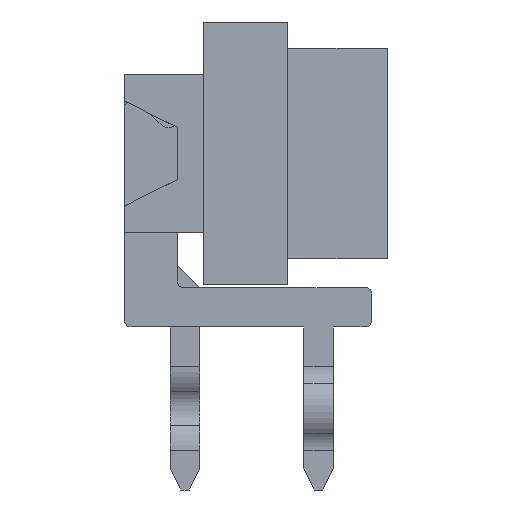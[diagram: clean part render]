
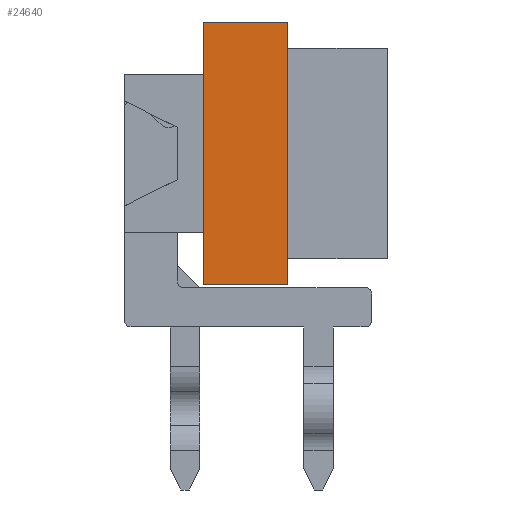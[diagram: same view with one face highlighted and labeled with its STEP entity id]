
A CAD part, front view. The second image highlights one B-rep face of the part: STEP entity #24640.
In plain terms, the highlighted face is planar.
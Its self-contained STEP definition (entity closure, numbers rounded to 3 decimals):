
#7366=ORIENTED_EDGE('',*,*,#11683,.T.);
#7367=ORIENTED_EDGE('',*,*,#11682,.F.);
#7368=ORIENTED_EDGE('',*,*,#11684,.F.);
#7369=ORIENTED_EDGE('',*,*,#11685,.T.);
#11682=EDGE_CURVE('',#14216,#14213,#16944,.T.);
#11683=EDGE_CURVE('',#14217,#14213,#16945,.T.);
#11684=EDGE_CURVE('',#14218,#14216,#16946,.T.);
#11685=EDGE_CURVE('',#14218,#14217,#16947,.T.);
#14213=VERTEX_POINT('',#40549);
#14216=VERTEX_POINT('',#40554);
#14217=VERTEX_POINT('',#40558);
#14218=VERTEX_POINT('',#40560);
#16944=LINE('',#40555,#19844);
#16945=LINE('',#40557,#19845);
#16946=LINE('',#40559,#19846);
#16947=LINE('',#40561,#19847);
#19844=VECTOR('',#33209,1000.);
#19845=VECTOR('',#33212,1000.);
#19846=VECTOR('',#33213,1000.);
#19847=VECTOR('',#33214,1000.);
#21186=EDGE_LOOP('',(#7366,#7367,#7368,#7369));
#22482=FACE_BOUND('',#21186,.T.);
#23386=PLANE('',#26736);
#24640=ADVANCED_FACE('',(#22482),#23386,.F.);
#26736=AXIS2_PLACEMENT_3D('',#40556,#33210,#33211);
#33209=DIRECTION('',(0.,0.,-1.));
#33210=DIRECTION('',(-1.,0.,0.));
#33211=DIRECTION('',(0.,0.,1.));
#33212=DIRECTION('',(0.,1.,0.));
#33213=DIRECTION('',(0.,1.,0.));
#33214=DIRECTION('',(0.,0.,-1.));
#40549=CARTESIAN_POINT('',(9.89,2.5,0.));
#40554=CARTESIAN_POINT('',(9.89,2.5,1.6));
#40555=CARTESIAN_POINT('',(9.89,2.5,1.6));
#40556=CARTESIAN_POINT('',(9.89,-2.5,1.6));
#40557=CARTESIAN_POINT('',(9.89,-2.5,0.));
#40558=CARTESIAN_POINT('',(9.89,-2.5,0.));
#40559=CARTESIAN_POINT('',(9.89,-2.5,1.6));
#40560=CARTESIAN_POINT('',(9.89,-2.5,1.6));
#40561=CARTESIAN_POINT('',(9.89,-2.5,1.6));
